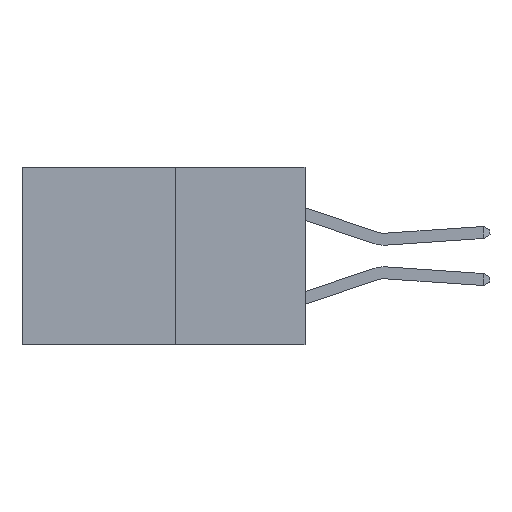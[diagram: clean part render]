
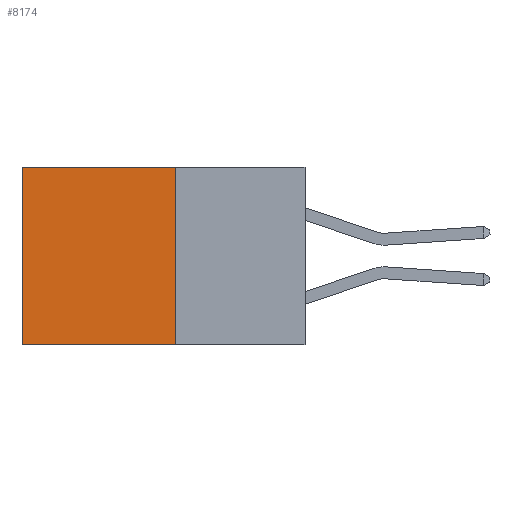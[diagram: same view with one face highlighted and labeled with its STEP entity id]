
A CAD part, left-side view. The second image highlights one B-rep face of the part: STEP entity #8174.
In plain terms, the highlighted planar face has unit normal (-1, 0, 0).
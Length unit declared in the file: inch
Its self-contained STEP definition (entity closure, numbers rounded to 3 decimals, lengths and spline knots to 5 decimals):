
#23 = LINE ( 'NONE', #9216, #8887 ) ;
#70 = VERTEX_POINT ( 'NONE', #5418 ) ;
#722 = CARTESIAN_POINT ( 'NONE',  ( 0.277, 0.59, -0.37 ) ) ;
#1431 = EDGE_CURVE ( 'NONE', #4213, #2526, #3131, .T. ) ;
#1982 = CARTESIAN_POINT ( 'NONE',  ( 0.277, 0.27, -0.37 ) ) ;
#2436 = ORIENTED_EDGE ( 'NONE', *, *, #1431, .T. ) ;
#2526 = VERTEX_POINT ( 'NONE', #722 ) ;
#2648 = ORIENTED_EDGE ( 'NONE', *, *, #10057, .F. ) ;
#2811 = CARTESIAN_POINT ( 'NONE',  ( 0.277, 0.27, -0.37 ) ) ;
#2914 = ORIENTED_EDGE ( 'NONE', *, *, #8523, .F. ) ;
#3084 = FACE_OUTER_BOUND ( 'NONE', #4973, .T. ) ;
#3124 = ORIENTED_EDGE ( 'NONE', *, *, #9966, .T. ) ;
#3131 = LINE ( 'NONE', #7694, #5053 ) ;
#3272 = CARTESIAN_POINT ( 'NONE',  ( 0.277, 0.59, 0. ) ) ;
#3655 = DIRECTION ( 'NONE',  ( 0., 0., -1. ) ) ;
#3817 = VECTOR ( 'NONE', #9454, 39.37008 ) ;
#3956 = PLANE ( 'NONE',  #6913 ) ;
#4213 = VERTEX_POINT ( 'NONE', #3272 ) ;
#4776 = DIRECTION ( 'NONE',  ( 1., 0., 0. ) ) ;
#4973 = EDGE_LOOP ( 'NONE', ( #2436, #2648, #2914, #3124 ) ) ;
#5053 = VECTOR ( 'NONE', #7659, 39.37008 ) ;
#5197 = DIRECTION ( 'NONE',  ( 0., 1., 0. ) ) ;
#5418 = CARTESIAN_POINT ( 'NONE',  ( 0.277, 0.27, 0. ) ) ;
#5982 = VERTEX_POINT ( 'NONE', #1982 ) ;
#6245 = VECTOR ( 'NONE', #3655, 39.37008 ) ;
#6913 = AXIS2_PLACEMENT_3D ( 'NONE', #9555, #4776, #10310 ) ;
#7659 = DIRECTION ( 'NONE',  ( 0., 0., -1. ) ) ;
#7694 = CARTESIAN_POINT ( 'NONE',  ( 0.277, 0.59, -0.37 ) ) ;
#8174 = ADVANCED_FACE ( 'NONE', ( #3084 ), #3956, .F. ) ;
#8182 = LINE ( 'NONE', #10208, #3817 ) ;
#8456 = LINE ( 'NONE', #2811, #6245 ) ;
#8523 = EDGE_CURVE ( 'NONE', #70, #5982, #8456, .T. ) ;
#8887 = VECTOR ( 'NONE', #5197, 39.37008 ) ;
#9216 = CARTESIAN_POINT ( 'NONE',  ( 0.277, 0.27, 0. ) ) ;
#9454 = DIRECTION ( 'NONE',  ( 0., 1., 0. ) ) ;
#9555 = CARTESIAN_POINT ( 'NONE',  ( 0.277, 0.27, -0.37 ) ) ;
#9966 = EDGE_CURVE ( 'NONE', #70, #4213, #23, .T. ) ;
#10057 = EDGE_CURVE ( 'NONE', #5982, #2526, #8182, .T. ) ;
#10208 = CARTESIAN_POINT ( 'NONE',  ( 0.277, 0.27, -0.37 ) ) ;
#10310 = DIRECTION ( 'NONE',  ( 0., 0., -1. ) ) ;
